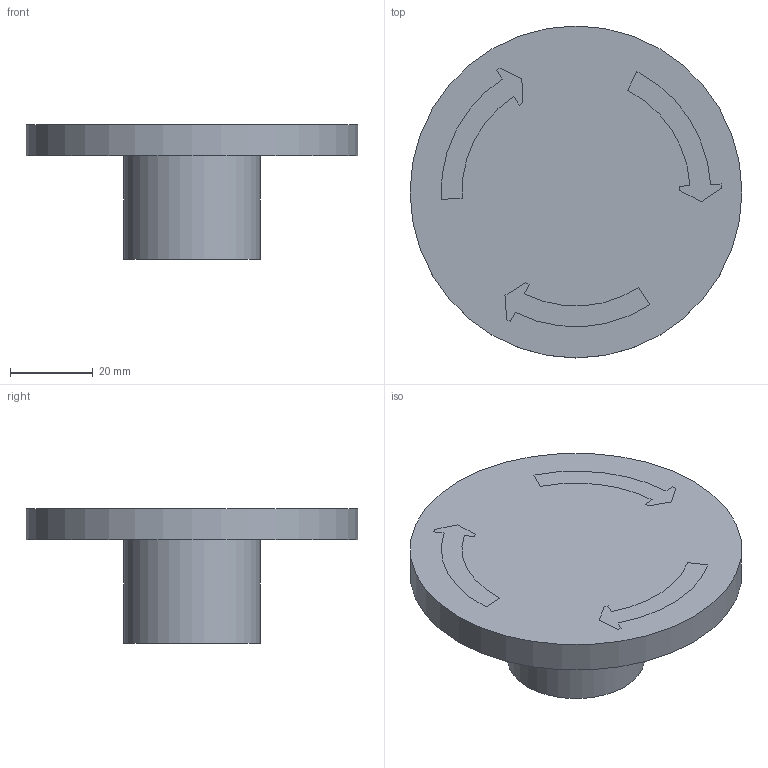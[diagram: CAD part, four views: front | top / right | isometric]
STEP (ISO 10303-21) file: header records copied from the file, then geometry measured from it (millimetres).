
FILE_DESCRIPTION(/* description */ ('STEP AP242','CAx-IF Rec.Pracs.---Representation and Presentation of Product Manufacturing Information (PMI)---4.0---2014-10-13','CAx-IF Rec.Pracs.---3D Tessellated Geometry---0.4---2014-09-14','2;1'),/* implementation_level */ '2;1');
FILE_NAME(/* name */ '668ab7dd66ef604d72abced8',/* time_stamp */ '2024-07-07T15:44:30Z',/* author */ (''),/* organization */ (''),/* preprocessor_version */ 'ST-DEVELOPER v20',/* originating_system */ ' ',/* authorisation */ ' ');
FILE_SCHEMA (('AP242_MANAGED_MODEL_BASED_3D_ENGINEERING_MIM_LF { 1 0 10303 442 1 1 4 }'));
Length unit declared in the file: metre
Products named in the file (4): Part 4; Part 3; Part 2; Part 1
Bounding box: 80 x 80 x 32.5 mm (x, y, z)
Volume: 33632.8 mm3; surface area: 27843.1 mm2
Topology: 4 solids, 4 shells, 99 faces, 255 edges, 170 vertices
Faces by surface type: plane 77, cylinder 22
Full cylindrical faces by diameter (mm): 28 x1, 33 x1, 75 x1, 80 x1
Entity records: 3067 total; most frequent: CARTESIAN_POINT 522, DIRECTION 505, ORIENTED_EDGE 500, EDGE_CURVE 250, LINE 201, VECTOR 201, VERTEX_POINT 169, AXIS2_PLACEMENT_3D 152
